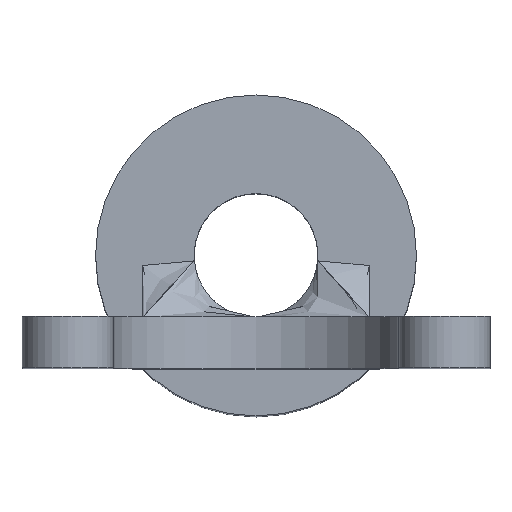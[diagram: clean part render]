
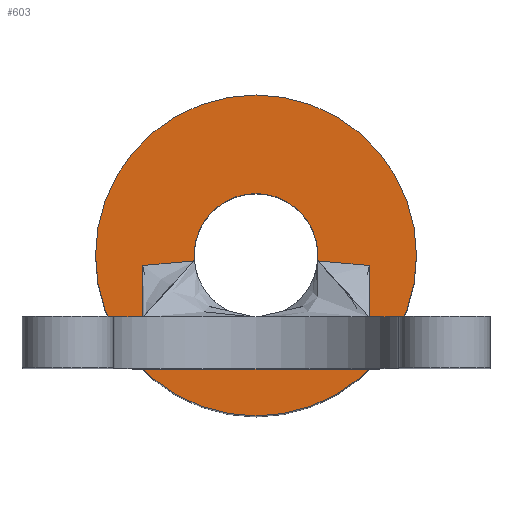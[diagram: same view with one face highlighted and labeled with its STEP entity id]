
A CAD part, top view. The second image highlights one B-rep face of the part: STEP entity #603.
In plain terms, the highlighted planar face has unit normal (0, 0, 1).
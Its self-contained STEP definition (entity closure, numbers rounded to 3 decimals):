
#129=CARTESIAN_POINT('',(0.,1.727,-6.35));
#130=DIRECTION('',(0.,0.,-1.));
#131=DIRECTION('',(0.996,-0.088,0.));
#132=AXIS2_PLACEMENT_3D('',#129,#130,#131);
#138=CARTESIAN_POINT('',(0.,1.727,-6.35));
#139=DIRECTION('',(0.,0.,1.));
#140=DIRECTION('',(0.996,-0.088,0.));
#141=AXIS2_PLACEMENT_3D('',#138,#139,#140);
#143=CARTESIAN_POINT('',(0.,1.727,-6.35));
#144=DIRECTION('',(0.,0.,-1.));
#145=DIRECTION('',(-0.996,-0.088,0.));
#146=AXIS2_PLACEMENT_3D('',#143,#144,#145);
#148=CARTESIAN_POINT('',(0.,1.727,-6.35));
#149=DIRECTION('',(0.,0.,1.));
#150=DIRECTION('',(0.,-1.,0.));
#151=AXIS2_PLACEMENT_3D('',#148,#149,#150);
#161=CARTESIAN_POINT('',(0.,1.727,-6.35));
#162=DIRECTION('',(0.,0.,-1.));
#163=DIRECTION('',(0.,-1.,0.));
#164=AXIS2_PLACEMENT_3D('',#161,#162,#163);
#243=DIRECTION('',(0.996,-0.088,0.));
#244=VECTOR('',#243,0.787);
#245=CARTESIAN_POINT('',(0.936,1.644,-6.35));
#246=LINE('',#245,#244);
#307=DIRECTION('',(0.996,0.088,0.));
#308=VECTOR('',#307,0.787);
#309=CARTESIAN_POINT('',(-1.72,1.575,-6.35));
#310=LINE('',#309,#308);
#441=CARTESIAN_POINT('',(0.,2.667,-6.35));
#442=VERTEX_POINT('',#441);
#444=CARTESIAN_POINT('',(-0.936,1.644,-6.35));
#446=VERTEX_POINT('',#444);
#447=CARTESIAN_POINT('',(0.936,1.644,-6.35));
#448=VERTEX_POINT('',#447);
#451=CARTESIAN_POINT('',(0.,-0.711,-6.35));
#453=VERTEX_POINT('',#451);
#455=CARTESIAN_POINT('',(0.,4.166,-6.35));
#457=VERTEX_POINT('',#455);
#463=CARTESIAN_POINT('',(1.72,1.575,-6.35));
#464=CARTESIAN_POINT('',(-1.72,1.575,-6.35));
#465=VERTEX_POINT('',#463);
#466=VERTEX_POINT('',#464);
#581=CARTESIAN_POINT('',(0.,1.727,-6.35));
#582=DIRECTION('',(0.,0.,-1.));
#583=DIRECTION('',(0.,-1.,0.));
#584=AXIS2_PLACEMENT_3D('',#581,#582,#583);
#585=PLANE('',#584);
#587=ORIENTED_EDGE('',*,*,#586,.F.);
#589=ORIENTED_EDGE('',*,*,#588,.T.);
#590=EDGE_LOOP('',(#587,#589));
#591=FACE_OUTER_BOUND('',#590,.F.);
#593=ORIENTED_EDGE('',*,*,#592,.F.);
#594=ORIENTED_EDGE('',*,*,#570,.F.);
#596=ORIENTED_EDGE('',*,*,#595,.F.);
#598=ORIENTED_EDGE('',*,*,#597,.T.);
#600=ORIENTED_EDGE('',*,*,#599,.F.);
#601=EDGE_LOOP('',(#593,#594,#596,#598,#600));
#602=FACE_BOUND('',#601,.F.);
#603=ADVANCED_FACE('',(#591,#602),#585,.F.);
#133=CIRCLE('',#132,1.727);
#142=CIRCLE('',#141,0.94);
#147=CIRCLE('',#146,0.94);
#152=CIRCLE('',#151,2.438);
#165=CIRCLE('',#164,2.438);
#570=EDGE_CURVE('',#465,#466,#133,.T.);
#586=EDGE_CURVE('',#453,#457,#152,.T.);
#588=EDGE_CURVE('',#453,#457,#165,.T.);
#592=EDGE_CURVE('',#466,#446,#310,.T.);
#595=EDGE_CURVE('',#448,#465,#246,.T.);
#597=EDGE_CURVE('',#448,#442,#142,.T.);
#599=EDGE_CURVE('',#446,#442,#147,.T.);
